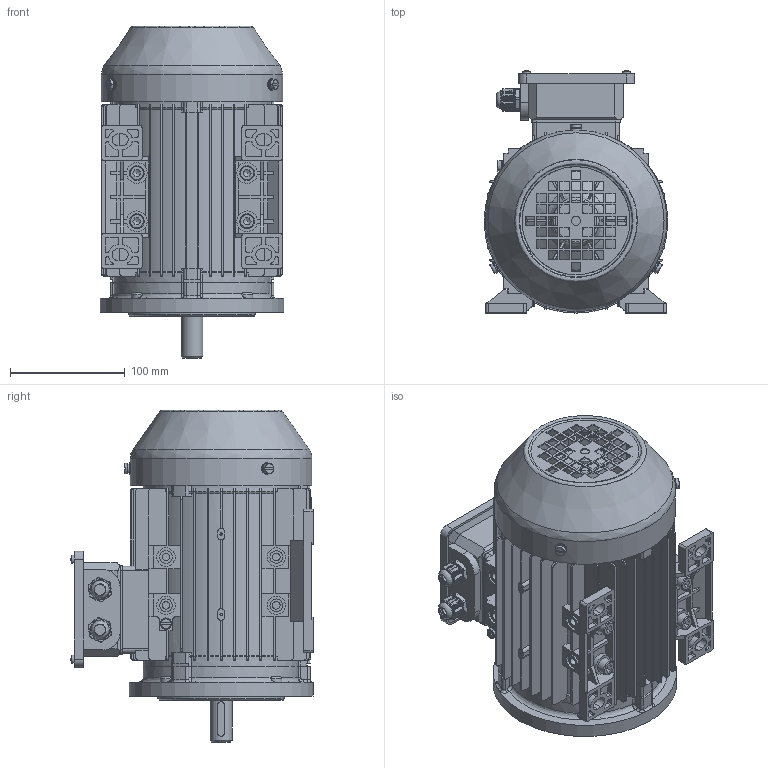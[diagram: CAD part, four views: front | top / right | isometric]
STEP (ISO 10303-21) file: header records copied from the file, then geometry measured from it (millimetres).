
FILE_DESCRIPTION((' '),'2;1');
FILE_NAME( 'JL3-80-B34B.stp', '2018-10-10T08:34:07', (' '), ('--- Datakit www.datakit.com---'), ' Datakit CrossCadWare V2018.4 Sep 24 2018', 'DATAKIT 2018 (c)', ' ');
FILE_SCHEMA(('AP242_MANAGED_MODEL_BASED_3D_ENGINEERING_MIM_LF { 1 0 10303 442 1 1 4 }'));
Length unit declared in the file: millimetre
Products named in the file (1): JL3-80-B34B
Bounding box: 160 x 210.72 x 288.99 mm (x, y, z)
Volume: 1228008.5 mm3; surface area: 694200.6 mm2
Topology: 45 solids, 45 shells, 2560 faces, 6691 edges, 4367 vertices
Faces by surface type: plane 1275, cylinder 789, revolution 192, cone 175, bspline 125, sphere 4
Full cylindrical faces by diameter (mm): 2 x4, 4 x18, 4.48 x4, 5 x4, 5.3 x4, 5.35 x3, 5.8 x4, 6 x7, 6.6 x12, 7 x12, 8 x9, 9 x4, 9.602 x2, 10 x7, 11 x12, 11.463 x2, 12 x10, 13 x4, 15 x4, 16 x14, 18.4 x1, 18.6 x1, 19 x1, 19.2 x2, 19.4 x2, 20 x6, 26 x1, 35 x4, 40 x3, 42 x1
Entity records: 304570 total; most frequent: CARTESIAN_POINT 240859, ORIENTED_EDGE 12542, DIRECTION 12163, EDGE_CURVE 6271, AXIS2_PLACEMENT_3D 4335, VERTEX_POINT 4263, VECTOR 3301, LINE 3301
